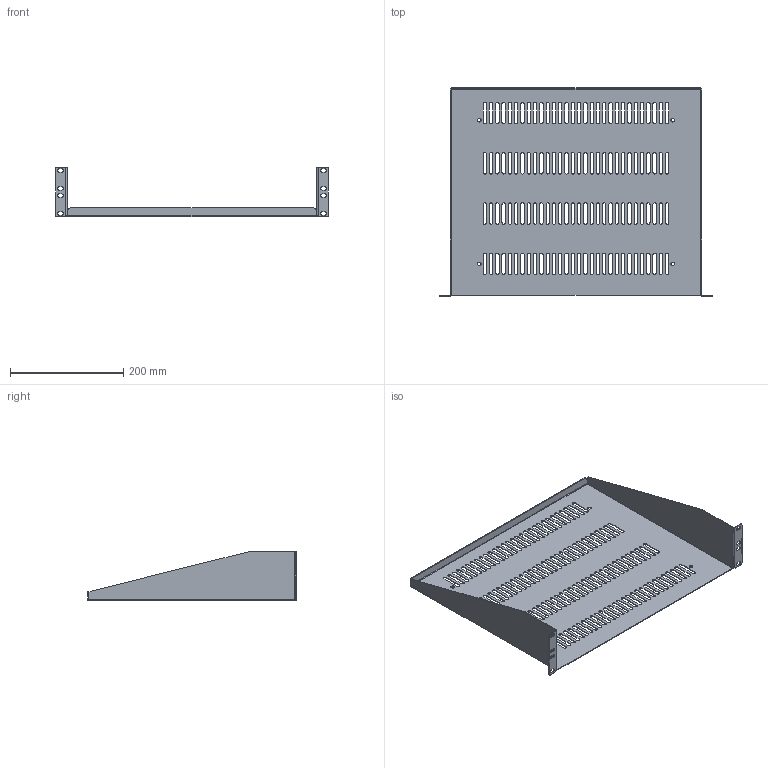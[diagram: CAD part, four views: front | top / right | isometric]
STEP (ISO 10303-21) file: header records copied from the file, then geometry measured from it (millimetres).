
FILE_DESCRIPTION (( 'STEP AP203' ), '1' );
FILE_NAME ('RASVL190314BK1.step', '2020-11-12T15:56:17', ( 'ADC123' ), ( 'Microsoft' ), 'SwSTEP 2.0', 'SolidWorks 2019', '' );
FILE_SCHEMA (( 'CONFIG_CONTROL_DESIGN' ));
Length unit declared in the file: inch
Products named in the file (1): RASVL190314BK1
Bounding box: 482.75 x 368.3 x 88.09 mm (x, y, z)
Surface area: 393510 mm2 (no closed solid volume)
Topology: 0 solids, 3 shells, 582 faces, 1712 edges, 1132 vertices
Faces by surface type: plane 298, cylinder 280, bspline 4
Full cylindrical faces by diameter (mm): 6.35 x4
Entity records: 20365 total; most frequent: CARTESIAN_POINT 3795, ORIENTED_EDGE 3408, DIRECTION 3398, EDGE_CURVE 1708, VECTOR 1136, LINE 1136, VERTEX_POINT 1132, AXIS2_PLACEMENT_3D 1131
